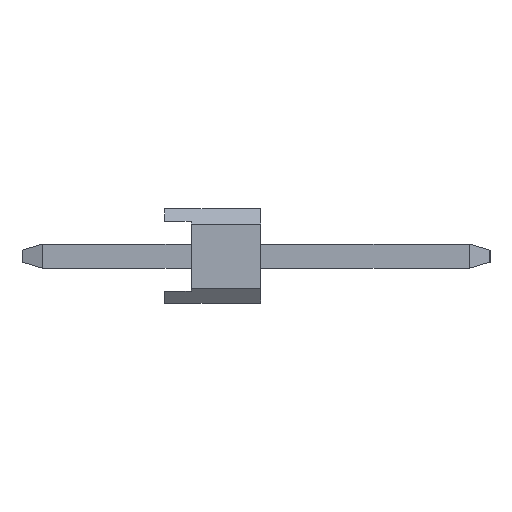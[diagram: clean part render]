
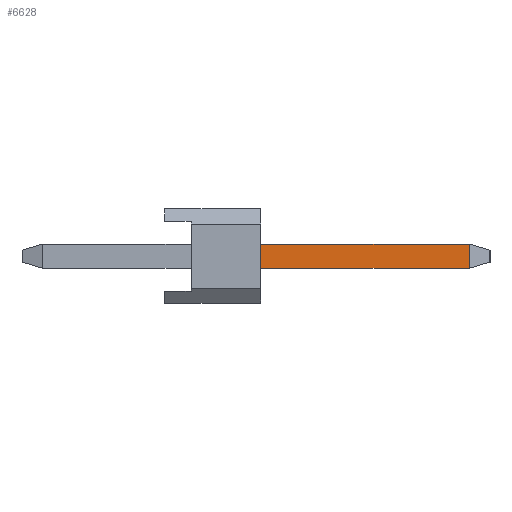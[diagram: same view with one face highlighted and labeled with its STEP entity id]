
A CAD part, left-side view. The second image highlights one B-rep face of the part: STEP entity #6628.
In plain terms, the highlighted planar face has unit normal (-1, 0, 0).
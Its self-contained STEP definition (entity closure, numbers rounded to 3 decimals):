
#5046=VERTEX_POINT('',#14033);
#5136=EDGE_CURVE('',#7484,#7826,#14131,.T.);
#6628=ADVANCED_FACE('',(#15803),#15804,.T.);
#7484=VERTEX_POINT('',#16745);
#7698=EDGE_CURVE('',#11748,#7484,#16982,.T.);
#7826=VERTEX_POINT('',#17120);
#9370=EDGE_CURVE('',#5046,#11748,#18821,.T.);
#9802=EDGE_CURVE('',#7826,#5046,#19285,.T.);
#11748=VERTEX_POINT('',#21442);
#14033=CARTESIAN_POINT('',(-35.88,-2.54,-0.32));
#14131=LINE('',#24289,#24290);
#15803=FACE_OUTER_BOUND('',#26674,.T.);
#15804=PLANE('',#26675);
#16745=CARTESIAN_POINT('',(-35.88,-8.074,0.32));
#16982=LINE('',#28370,#28371);
#17120=CARTESIAN_POINT('',(-35.88,-8.074,-0.32));
#18821=LINE('',#30999,#31000);
#19285=LINE('',#31701,#31702);
#21442=CARTESIAN_POINT('',(-35.88,-2.54,0.32));
#24289=CARTESIAN_POINT('',(-35.88,-8.074,0.5));
#24290=VECTOR('',#38189,1.0);
#26674=EDGE_LOOP('',(#40121,#40122,#40123,#40124));
#26675=AXIS2_PLACEMENT_3D('',#40125,#40126,#40127);
#28370=CARTESIAN_POINT('',(-35.88,-2.42,0.32));
#28371=VECTOR('',#41282,1.0);
#30999=CARTESIAN_POINT('',(-35.88,-2.54,0.252));
#31000=VECTOR('',#43061,1.0);
#31701=CARTESIAN_POINT('',(-35.88,3.234,-0.32));
#31702=VECTOR('',#43440,1.0);
#38189=DIRECTION('',(0.0,0.,-1.0));
#40121=ORIENTED_EDGE('',*,*,#9370,.F.);
#40122=ORIENTED_EDGE('',*,*,#9802,.F.);
#40123=ORIENTED_EDGE('',*,*,#5136,.F.);
#40124=ORIENTED_EDGE('',*,*,#7698,.F.);
#40125=CARTESIAN_POINT('',(-35.88,3.234,0.5));
#40126=DIRECTION('',(-1.0,0.,0.));
#40127=DIRECTION('',(0.,1.0,0.));
#41282=DIRECTION('',(0.,-1.0,0.));
#43061=DIRECTION('',(0.,0.,1.0));
#43440=DIRECTION('',(0.,1.0,0.));
